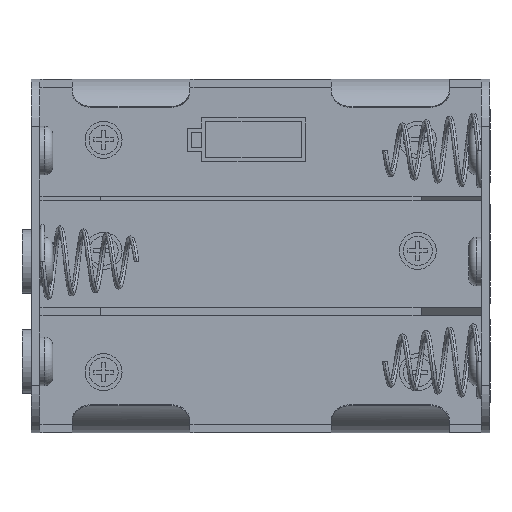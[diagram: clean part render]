
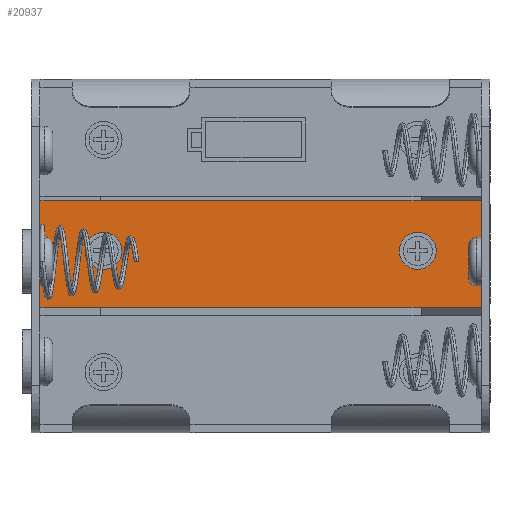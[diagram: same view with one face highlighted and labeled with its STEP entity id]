
A CAD part, front view. The second image highlights one B-rep face of the part: STEP entity #20937.
In plain terms, the highlighted planar face has unit normal (0, -1, 0).
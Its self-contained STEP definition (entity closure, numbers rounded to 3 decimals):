
#820 = DIRECTION ( 'NONE',  ( 0., 0., 1. ) ) ;
#929 = ORIENTED_EDGE ( 'NONE', *, *, #7626, .F. ) ;
#1874 = CIRCLE ( 'NONE', #23007, 2.35 ) ;
#1897 = EDGE_CURVE ( 'NONE', #14666, #7524, #1874, .T. ) ;
#2156 = VECTOR ( 'NONE', #10558, 1000. ) ;
#2296 = CARTESIAN_POINT ( 'NONE',  ( -20., -1.55, 15.433 ) ) ;
#2397 = DIRECTION ( 'NONE',  ( 0., -1., 0. ) ) ;
#2477 = VERTEX_POINT ( 'NONE', #3957 ) ;
#2479 = AXIS2_PLACEMENT_3D ( 'NONE', #16403, #27305, #24369 ) ;
#3899 = EDGE_CURVE ( 'NONE', #23013, #34186, #35104, .T. ) ;
#3957 = CARTESIAN_POINT ( 'NONE',  ( 28.1, -1.55, 8.267 ) ) ;
#4968 = VERTEX_POINT ( 'NONE', #24552 ) ;
#5203 = FACE_OUTER_BOUND ( 'NONE', #6067, .T. ) ;
#5229 = EDGE_CURVE ( 'NONE', #2477, #7514, #13520, .T. ) ;
#5735 = DIRECTION ( 'NONE',  ( 0., 0., 1. ) ) ;
#6067 = EDGE_LOOP ( 'NONE', ( #30430, #24541, #11652, #21467 ) ) ;
#6306 = VECTOR ( 'NONE', #820, 1000. ) ;
#7514 = VERTEX_POINT ( 'NONE', #13003 ) ;
#7524 = VERTEX_POINT ( 'NONE', #35402 ) ;
#7626 = EDGE_CURVE ( 'NONE', #23487, #4968, #9056, .T. ) ;
#7706 = EDGE_LOOP ( 'NONE', ( #34672, #14869 ) ) ;
#8307 = DIRECTION ( 'NONE',  ( 0., -1., 0. ) ) ;
#8877 = CIRCLE ( 'NONE', #17228, 2.35 ) ;
#9056 = CIRCLE ( 'NONE', #2479, 2.35 ) ;
#9515 = CIRCLE ( 'NONE', #22807, 2.35 ) ;
#10082 = AXIS2_PLACEMENT_3D ( 'NONE', #32149, #15344, #26124 ) ;
#10217 = LINE ( 'NONE', #34255, #6306 ) ;
#10313 = CARTESIAN_POINT ( 'NONE',  ( 28.1, -1.55, 15.433 ) ) ;
#10558 = DIRECTION ( 'NONE',  ( -1., 0., 0. ) ) ;
#10692 = CARTESIAN_POINT ( 'NONE',  ( 28.1, -1.55, 8.267 ) ) ;
#11065 = EDGE_CURVE ( 'NONE', #7514, #34186, #10217, .T. ) ;
#11652 = ORIENTED_EDGE ( 'NONE', *, *, #11065, .F. ) ;
#13003 = CARTESIAN_POINT ( 'NONE',  ( -28.1, -1.55, 8.267 ) ) ;
#13298 = EDGE_CURVE ( 'NONE', #7524, #14666, #8877, .T. ) ;
#13520 = LINE ( 'NONE', #10692, #2156 ) ;
#14666 = VERTEX_POINT ( 'NONE', #26683 ) ;
#14869 = ORIENTED_EDGE ( 'NONE', *, *, #13298, .F. ) ;
#14918 = ORIENTED_EDGE ( 'NONE', *, *, #22873, .F. ) ;
#15344 = DIRECTION ( 'NONE',  ( 0., -1., 0. ) ) ;
#16403 = CARTESIAN_POINT ( 'NONE',  ( 20., -1.55, 15.433 ) ) ;
#17228 = AXIS2_PLACEMENT_3D ( 'NONE', #25300, #8307, #5735 ) ;
#20227 = VECTOR ( 'NONE', #28989, 1000. ) ;
#20937 = ADVANCED_FACE ( 'NONE', ( #34144, #33692, #5203 ), #23564, .T. ) ;
#21467 = ORIENTED_EDGE ( 'NONE', *, *, #5229, .F. ) ;
#22807 = AXIS2_PLACEMENT_3D ( 'NONE', #32765, #2397, #33134 ) ;
#22873 = EDGE_CURVE ( 'NONE', #4968, #23487, #9515, .T. ) ;
#23007 = AXIS2_PLACEMENT_3D ( 'NONE', #2296, #33157, #24806 ) ;
#23013 = VERTEX_POINT ( 'NONE', #34236 ) ;
#23487 = VERTEX_POINT ( 'NONE', #32614 ) ;
#23494 = CARTESIAN_POINT ( 'NONE',  ( 0., -1.55, 21.85 ) ) ;
#23564 = PLANE ( 'NONE',  #10082 ) ;
#24369 = DIRECTION ( 'NONE',  ( 0., 0., 1. ) ) ;
#24541 = ORIENTED_EDGE ( 'NONE', *, *, #3899, .T. ) ;
#24552 = CARTESIAN_POINT ( 'NONE',  ( 20., -1.55, 13.083 ) ) ;
#24806 = DIRECTION ( 'NONE',  ( 0., 0., 1. ) ) ;
#25300 = CARTESIAN_POINT ( 'NONE',  ( -20., -1.55, 15.433 ) ) ;
#25551 = LINE ( 'NONE', #10313, #32133 ) ;
#26124 = DIRECTION ( 'NONE',  ( 0., 0., -1. ) ) ;
#26683 = CARTESIAN_POINT ( 'NONE',  ( -20., -1.55, 13.083 ) ) ;
#27178 = EDGE_CURVE ( 'NONE', #2477, #23013, #25551, .T. ) ;
#27305 = DIRECTION ( 'NONE',  ( 0., -1., 0. ) ) ;
#28816 = EDGE_LOOP ( 'NONE', ( #14918, #929 ) ) ;
#28989 = DIRECTION ( 'NONE',  ( -1., 0., 0. ) ) ;
#30140 = DIRECTION ( 'NONE',  ( 0., 0., 1. ) ) ;
#30430 = ORIENTED_EDGE ( 'NONE', *, *, #27178, .T. ) ;
#32133 = VECTOR ( 'NONE', #30140, 1000. ) ;
#32149 = CARTESIAN_POINT ( 'NONE',  ( 0., -1.55, 15.433 ) ) ;
#32614 = CARTESIAN_POINT ( 'NONE',  ( 20., -1.55, 17.783 ) ) ;
#32765 = CARTESIAN_POINT ( 'NONE',  ( 20., -1.55, 15.433 ) ) ;
#33134 = DIRECTION ( 'NONE',  ( 0., 0., 1. ) ) ;
#33157 = DIRECTION ( 'NONE',  ( 0., -1., 0. ) ) ;
#33692 = FACE_BOUND ( 'NONE', #7706, .T. ) ;
#34144 = FACE_BOUND ( 'NONE', #28816, .T. ) ;
#34186 = VERTEX_POINT ( 'NONE', #34822 ) ;
#34236 = CARTESIAN_POINT ( 'NONE',  ( 28.1, -1.55, 21.85 ) ) ;
#34255 = CARTESIAN_POINT ( 'NONE',  ( -28.1, -1.55, 15.433 ) ) ;
#34672 = ORIENTED_EDGE ( 'NONE', *, *, #1897, .F. ) ;
#34822 = CARTESIAN_POINT ( 'NONE',  ( -28.1, -1.55, 21.85 ) ) ;
#35104 = LINE ( 'NONE', #23494, #20227 ) ;
#35402 = CARTESIAN_POINT ( 'NONE',  ( -20., -1.55, 17.783 ) ) ;
